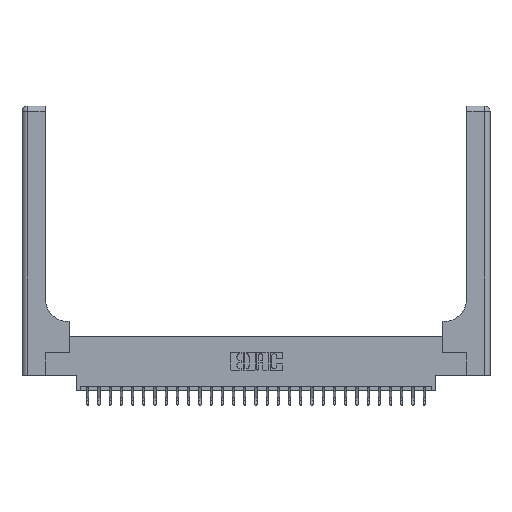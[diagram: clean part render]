
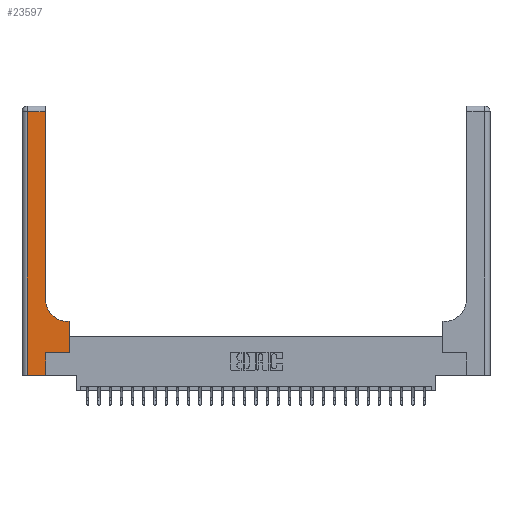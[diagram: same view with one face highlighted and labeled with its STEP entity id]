
A CAD part, top view. The second image highlights one B-rep face of the part: STEP entity #23597.
In plain terms, the highlighted planar face has unit normal (0, 0, 1).
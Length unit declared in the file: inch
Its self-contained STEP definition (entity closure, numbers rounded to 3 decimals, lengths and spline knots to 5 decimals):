
#383 = CARTESIAN_POINT ( 'NONE',  ( 0.265, 0., 0.37 ) ) ;
#394 = DIRECTION ( 'NONE',  ( 0., 0., -1. ) ) ;
#419 = EDGE_CURVE ( 'NONE', #9718, #3849, #17620, .T. ) ;
#786 = LINE ( 'NONE', #15647, #20391 ) ;
#880 = CARTESIAN_POINT ( 'NONE',  ( 0.265, 0.25, 0.37 ) ) ;
#1018 = DIRECTION ( 'NONE',  ( 1., 0., 0. ) ) ;
#1198 = EDGE_CURVE ( 'NONE', #17034, #1301, #23488, .T. ) ;
#1301 = VERTEX_POINT ( 'NONE', #19379 ) ;
#2833 = ORIENTED_EDGE ( 'NONE', *, *, #23804, .T. ) ;
#3035 = LINE ( 'NONE', #15947, #7652 ) ;
#3109 = LINE ( 'NONE', #880, #20643 ) ;
#3723 = EDGE_CURVE ( 'NONE', #1301, #23376, #3035, .T. ) ;
#3849 = VERTEX_POINT ( 'NONE', #18453 ) ;
#4331 = CARTESIAN_POINT ( 'NONE',  ( 0.26, 2.94, 0.37 ) ) ;
#4821 = CARTESIAN_POINT ( 'NONE',  ( 0.06, 0., 0.37 ) ) ;
#5896 = EDGE_CURVE ( 'NONE', #21300, #12780, #786, .T. ) ;
#6390 = DIRECTION ( 'NONE',  ( 0., 1., 0. ) ) ;
#6551 = DIRECTION ( 'NONE',  ( -1., 0., 0. ) ) ;
#7479 = CARTESIAN_POINT ( 'NONE',  ( 0.26, 0.6, 0.37 ) ) ;
#7617 = DIRECTION ( 'NONE',  ( 0., -1., 0. ) ) ;
#7652 = VECTOR ( 'NONE', #11567, 39.37008 ) ;
#7872 = CARTESIAN_POINT ( 'NONE',  ( 0.51, 0.85, 0.37 ) ) ;
#8571 = CARTESIAN_POINT ( 'NONE',  ( 0.528, 0.6, 0.37 ) ) ;
#9718 = VERTEX_POINT ( 'NONE', #12293 ) ;
#9829 = VECTOR ( 'NONE', #14533, 39.37008 ) ;
#10236 = ORIENTED_EDGE ( 'NONE', *, *, #11976, .T. ) ;
#10322 = VERTEX_POINT ( 'NONE', #8571 ) ;
#10449 = CARTESIAN_POINT ( 'NONE',  ( 0., 2.94, 0.37 ) ) ;
#10475 = EDGE_CURVE ( 'NONE', #3849, #20006, #3109, .T. ) ;
#10598 = DIRECTION ( 'NONE',  ( 0., 1., 0. ) ) ;
#10942 = ORIENTED_EDGE ( 'NONE', *, *, #1198, .T. ) ;
#11027 = CARTESIAN_POINT ( 'NONE',  ( 0., 3., 0.37 ) ) ;
#11567 = DIRECTION ( 'NONE',  ( 0., 1., 0. ) ) ;
#11800 = CARTESIAN_POINT ( 'NONE',  ( 0., 0., 0.37 ) ) ;
#11976 = EDGE_CURVE ( 'NONE', #10322, #17034, #26723, .T. ) ;
#12068 = AXIS2_PLACEMENT_3D ( 'NONE', #11027, #394, #6551 ) ;
#12293 = CARTESIAN_POINT ( 'NONE',  ( 0.265, 0., 0.37 ) ) ;
#12546 = LINE ( 'NONE', #10449, #9829 ) ;
#12780 = VERTEX_POINT ( 'NONE', #4821 ) ;
#12908 = EDGE_CURVE ( 'NONE', #12780, #9718, #20385, .T. ) ;
#12968 = LINE ( 'NONE', #21282, #22492 ) ;
#13279 = FACE_OUTER_BOUND ( 'NONE', #20695, .T. ) ;
#13989 = VECTOR ( 'NONE', #24614, 39.37008 ) ;
#14042 = ORIENTED_EDGE ( 'NONE', *, *, #12908, .T. ) ;
#14533 = DIRECTION ( 'NONE',  ( -1., 0., 0. ) ) ;
#15330 = ORIENTED_EDGE ( 'NONE', *, *, #3723, .T. ) ;
#15647 = CARTESIAN_POINT ( 'NONE',  ( 0.06, 3., 0.37 ) ) ;
#15890 = CARTESIAN_POINT ( 'NONE',  ( 0.51, 0.6, 0.37 ) ) ;
#15896 = VECTOR ( 'NONE', #10598, 39.37008 ) ;
#15947 = CARTESIAN_POINT ( 'NONE',  ( 0.26, 3., 0.37 ) ) ;
#16057 = DIRECTION ( 'NONE',  ( -1., 0., 0. ) ) ;
#17034 = VERTEX_POINT ( 'NONE', #15890 ) ;
#17620 = LINE ( 'NONE', #383, #15896 ) ;
#17708 = ORIENTED_EDGE ( 'NONE', *, *, #5896, .T. ) ;
#18453 = CARTESIAN_POINT ( 'NONE',  ( 0.265, 0.25, 0.37 ) ) ;
#18686 = DIRECTION ( 'NONE',  ( 0., 0., -1. ) ) ;
#19341 = VECTOR ( 'NONE', #16057, 39.37008 ) ;
#19379 = CARTESIAN_POINT ( 'NONE',  ( 0.26, 0.85, 0.37 ) ) ;
#19669 = ORIENTED_EDGE ( 'NONE', *, *, #10475, .T. ) ;
#20006 = VERTEX_POINT ( 'NONE', #23638 ) ;
#20385 = LINE ( 'NONE', #11800, #13989 ) ;
#20391 = VECTOR ( 'NONE', #7617, 39.37008 ) ;
#20643 = VECTOR ( 'NONE', #1018, 39.37008 ) ;
#20695 = EDGE_LOOP ( 'NONE', ( #15330, #2833, #17708, #14042, #21388, #19669, #26327, #10236, #10942 ) ) ;
#21226 = CARTESIAN_POINT ( 'NONE',  ( 0.06, 2.94, 0.37 ) ) ;
#21282 = CARTESIAN_POINT ( 'NONE',  ( 0.528, 0.25, 0.37 ) ) ;
#21300 = VERTEX_POINT ( 'NONE', #21226 ) ;
#21388 = ORIENTED_EDGE ( 'NONE', *, *, #419, .T. ) ;
#21859 = PLANE ( 'NONE',  #12068 ) ;
#22492 = VECTOR ( 'NONE', #6390, 39.37008 ) ;
#23376 = VERTEX_POINT ( 'NONE', #4331 ) ;
#23488 = CIRCLE ( 'NONE', #27056, 0.25 ) ;
#23597 = ADVANCED_FACE ( 'NONE', ( #13279 ), #21859, .F. ) ;
#23638 = CARTESIAN_POINT ( 'NONE',  ( 0.528, 0.25, 0.37 ) ) ;
#23804 = EDGE_CURVE ( 'NONE', #23376, #21300, #12546, .T. ) ;
#24614 = DIRECTION ( 'NONE',  ( 1., 0., 0. ) ) ;
#26327 = ORIENTED_EDGE ( 'NONE', *, *, #27191, .T. ) ;
#26723 = LINE ( 'NONE', #7479, #19341 ) ;
#27056 = AXIS2_PLACEMENT_3D ( 'NONE', #7872, #18686, #27532 ) ;
#27191 = EDGE_CURVE ( 'NONE', #20006, #10322, #12968, .T. ) ;
#27532 = DIRECTION ( 'NONE',  ( 1., 0., 0. ) ) ;
